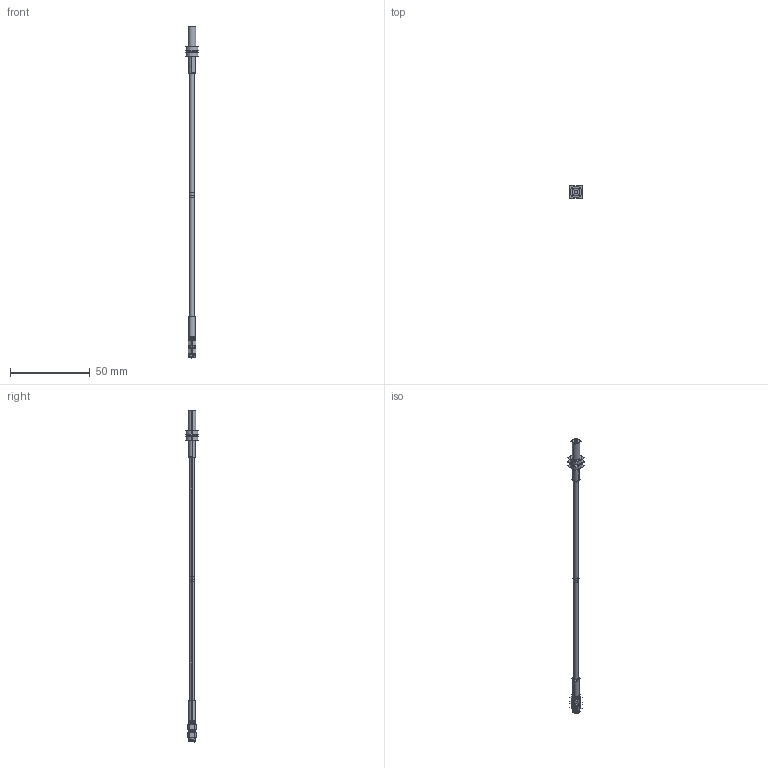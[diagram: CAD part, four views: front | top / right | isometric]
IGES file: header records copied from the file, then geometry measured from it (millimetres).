
Start section:  PTC IGES file: 161922.igs
Global section: file name: 161922.igs; native system: Creo Parametric by Parametric Technology Corporation; preprocessor: 2013230; author: pdmadmin; organization: Unknown; date: 20160229.090513; units: millimetre
Bounding box: 7.66 x 7.66 x 207.79 mm (x, y, z)
Volume: 1821.7 mm3; surface area: 15625.4 mm2
Topology: 7 solids, 7 shells, 202 faces, 1010 edges, 1289 vertices
Faces by surface type: revolution 116, bspline 86
